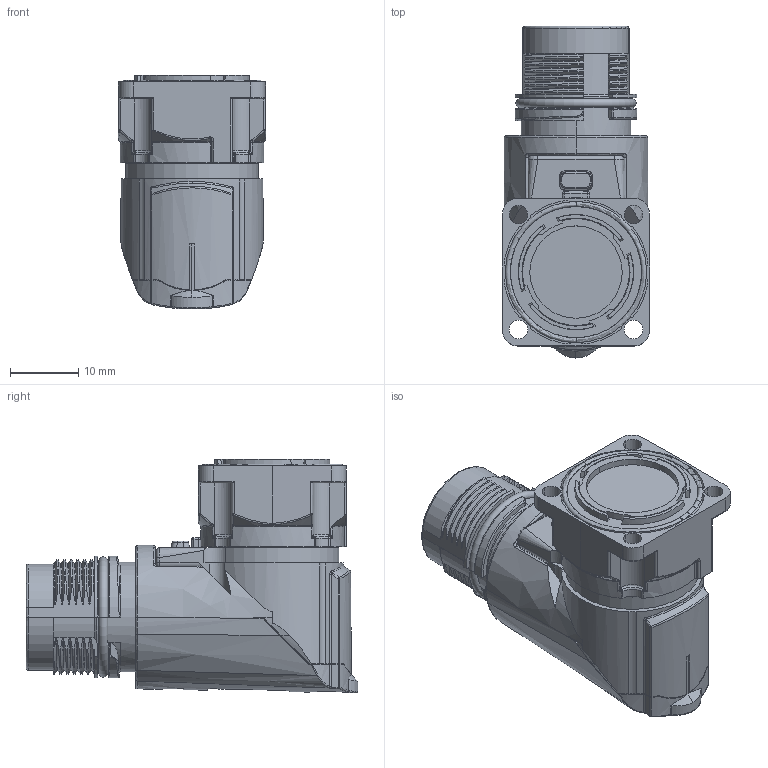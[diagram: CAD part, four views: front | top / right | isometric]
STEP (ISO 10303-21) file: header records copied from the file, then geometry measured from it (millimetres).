
FILE_DESCRIPTION((''),'2;1');
FILE_NAME('M17-BKP-4_SW0001','2023-12-15T',('zh.su'),(''),'PRO/ENGINEER BY PARAMETRIC TECHNOLOGY CORPORATION, 2012480','PRO/ENGINEER BY PARAMETRIC TECHNOLOGY CORPORATION, 2012480','');
FILE_SCHEMA(('CONFIG_CONTROL_DESIGN'));
Length unit declared in the file: millimetre
Products named in the file (1): M17-BKP-4_SW0001
Bounding box: 21.6 x 48.5 x 34.2 mm (x, y, z)
Volume: 17118.7 mm3; surface area: 8701 mm2
Topology: 6 solids, 7 shells, 1457 faces, 4122 edges, 2619 vertices
Faces by surface type: plane 427, cylinder 376, bspline 273, cone 213, torus 107, sphere 31, extrusion 30
Entity records: 63611 total; most frequent: CARTESIAN_POINT 28355, ORIENTED_EDGE 8236, DIRECTION 6384, EDGE_CURVE 4118, VERTEX_POINT 2619, AXIS2_PLACEMENT_3D 2540, EDGE_LOOP 1551, B_SPLINE_CURVE_WITH_KNOTS 1488
